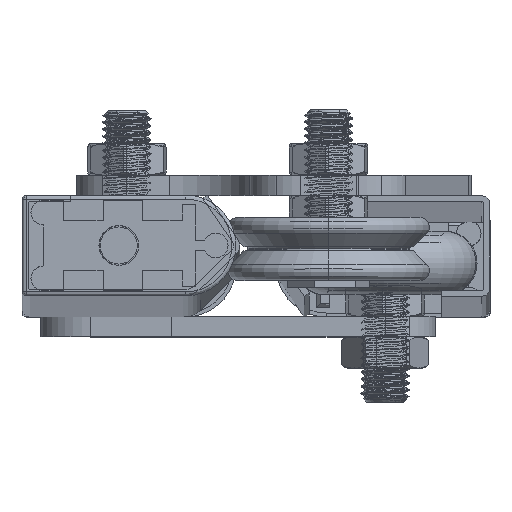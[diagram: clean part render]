
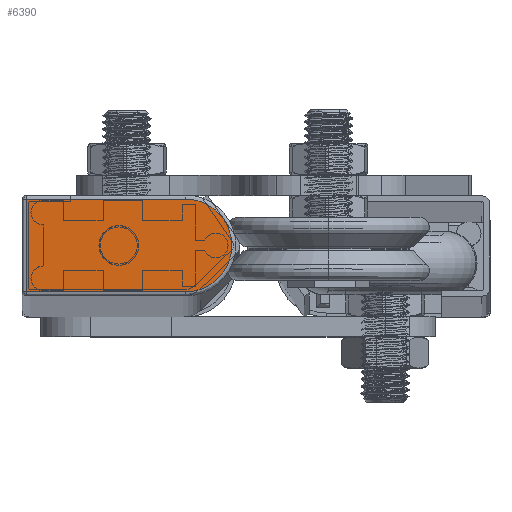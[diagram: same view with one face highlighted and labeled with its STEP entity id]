
A CAD part, top view. The second image highlights one B-rep face of the part: STEP entity #6390.
In plain terms, the highlighted face is planar.
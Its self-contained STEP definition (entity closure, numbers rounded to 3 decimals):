
#221 = AXIS2_PLACEMENT_3D ( 'NONE', #17002, #603, #19749 ) ;
#426 = VERTEX_POINT ( 'NONE', #3122 ) ;
#603 = DIRECTION ( 'NONE',  ( 0., 1., 0. ) ) ;
#792 = VERTEX_POINT ( 'NONE', #7019 ) ;
#1480 = CARTESIAN_POINT ( 'NONE',  ( 12.5, 0., -40.5 ) ) ;
#1635 = ORIENTED_EDGE ( 'NONE', *, *, #10748, .T. ) ;
#3122 = CARTESIAN_POINT ( 'NONE',  ( 24., 0., -1. ) ) ;
#3413 = CARTESIAN_POINT ( 'NONE',  ( 1., 0., -1. ) ) ;
#4128 = LINE ( 'NONE', #24452, #6695 ) ;
#5434 = DIRECTION ( 'NONE',  ( 0., 0., -1. ) ) ;
#6390 = ADVANCED_FACE ( 'NONE', ( #23273 ), #8947, .F. ) ;
#6695 = VECTOR ( 'NONE', #5434, 1000. ) ;
#7019 = CARTESIAN_POINT ( 'NONE',  ( 1., 0., -40.5 ) ) ;
#7161 = LINE ( 'NONE', #14454, #30688 ) ;
#7687 = LINE ( 'NONE', #15163, #31208 ) ;
#7948 = CARTESIAN_POINT ( 'NONE',  ( 24., 0., -40.5 ) ) ;
#8947 = PLANE ( 'NONE',  #221 ) ;
#10748 = EDGE_CURVE ( 'NONE', #792, #20611, #29470, .T. ) ;
#11834 = DIRECTION ( 'NONE',  ( 0., 0., 1. ) ) ;
#13109 = ORIENTED_EDGE ( 'NONE', *, *, #19047, .T. ) ;
#14454 = CARTESIAN_POINT ( 'NONE',  ( 24., 0., -40.5 ) ) ;
#15122 = EDGE_CURVE ( 'NONE', #426, #25677, #7687, .T. ) ;
#15163 = CARTESIAN_POINT ( 'NONE',  ( 12.5, 0., -1. ) ) ;
#15295 = DIRECTION ( 'NONE',  ( -1., 0., 0. ) ) ;
#15736 = DIRECTION ( 'NONE',  ( 0., 0., 1. ) ) ;
#17002 = CARTESIAN_POINT ( 'NONE',  ( 12.5, 0., -40.5 ) ) ;
#19047 = EDGE_CURVE ( 'NONE', #25677, #792, #4128, .T. ) ;
#19749 = DIRECTION ( 'NONE',  ( 0., 0., 1. ) ) ;
#20611 = VERTEX_POINT ( 'NONE', #7948 ) ;
#21339 = EDGE_LOOP ( 'NONE', ( #29602, #13109, #1635, #21839 ) ) ;
#21839 = ORIENTED_EDGE ( 'NONE', *, *, #35432, .T. ) ;
#23273 = FACE_OUTER_BOUND ( 'NONE', #21339, .T. ) ;
#24452 = CARTESIAN_POINT ( 'NONE',  ( 1., 0., -40.5 ) ) ;
#24614 = AXIS2_PLACEMENT_3D ( 'NONE', #1480, #26452, #15736 ) ;
#25677 = VERTEX_POINT ( 'NONE', #3413 ) ;
#26452 = DIRECTION ( 'NONE',  ( 0., -1., 0. ) ) ;
#29470 = CIRCLE ( 'NONE', #24614, 11.5 ) ;
#29602 = ORIENTED_EDGE ( 'NONE', *, *, #15122, .T. ) ;
#30688 = VECTOR ( 'NONE', #11834, 1000. ) ;
#31208 = VECTOR ( 'NONE', #15295, 1000. ) ;
#35432 = EDGE_CURVE ( 'NONE', #20611, #426, #7161, .T. ) ;
